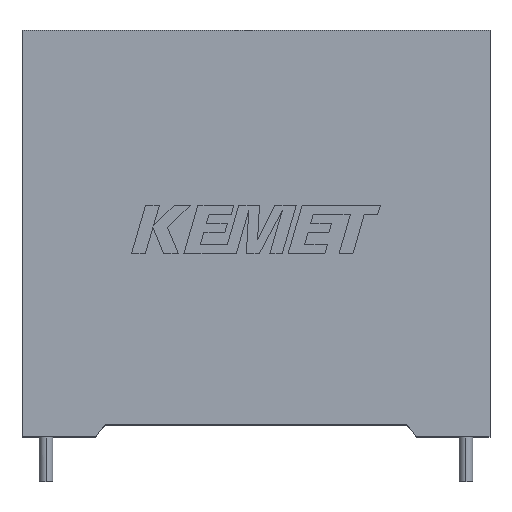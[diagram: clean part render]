
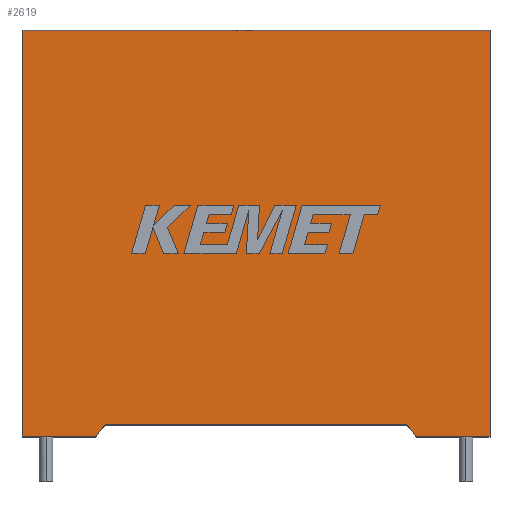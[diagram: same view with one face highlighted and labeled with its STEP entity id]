
A CAD part, top view. The second image highlights one B-rep face of the part: STEP entity #2619.
In plain terms, the highlighted planar face has unit normal (0, 0, 1).
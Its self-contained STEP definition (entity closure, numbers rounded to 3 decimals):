
#74 = DIRECTION ( 'NONE',  ( -1., 0., 0. ) ) ;
#143 = CARTESIAN_POINT ( 'NONE',  ( 0., 0., 27.3 ) ) ;
#197 = DIRECTION ( 'NONE',  ( 0., -1., 0. ) ) ;
#254 = DIRECTION ( 'NONE',  ( -1., 0., 0. ) ) ;
#256 = ORIENTED_EDGE ( 'NONE', *, *, #2377, .T. ) ;
#371 = DIRECTION ( 'NONE',  ( 1., 0., 0. ) ) ;
#479 = ORIENTED_EDGE ( 'NONE', *, *, #3153, .T. ) ;
#500 = DIRECTION ( 'NONE',  ( 1., 0., 0. ) ) ;
#569 = LINE ( 'NONE', #640, #2544 ) ;
#623 = PLANE ( 'NONE',  #1731 ) ;
#638 = LINE ( 'NONE', #2353, #1952 ) ;
#640 = CARTESIAN_POINT ( 'NONE',  ( 20.9, 1.067, 27.3 ) ) ;
#644 = EDGE_CURVE ( 'NONE', #2355, #896, #3440, .T. ) ;
#820 = VECTOR ( 'NONE', #500, 1000. ) ;
#827 = VECTOR ( 'NONE', #254, 1000. ) ;
#844 = VECTOR ( 'NONE', #3364, 1000. ) ;
#861 = VECTOR ( 'NONE', #197, 1000. ) ;
#896 = VERTEX_POINT ( 'NONE', #3259 ) ;
#1156 = FACE_OUTER_BOUND ( 'NONE', #2791, .T. ) ;
#1169 = VECTOR ( 'NONE', #1268, 1000. ) ;
#1201 = CARTESIAN_POINT ( 'NONE',  ( 6.55, 0., 27.3 ) ) ;
#1240 = ORIENTED_EDGE ( 'NONE', *, *, #1529, .F. ) ;
#1268 = DIRECTION ( 'NONE',  ( 0., 1., 0. ) ) ;
#1274 = EDGE_CURVE ( 'NONE', #2656, #1980, #3062, .T. ) ;
#1298 = CARTESIAN_POINT ( 'NONE',  ( 7.45, 1.067, 27.3 ) ) ;
#1336 = EDGE_CURVE ( 'NONE', #1980, #3171, #3015, .T. ) ;
#1401 = ORIENTED_EDGE ( 'NONE', *, *, #2077, .T. ) ;
#1402 = LINE ( 'NONE', #2277, #844 ) ;
#1518 = ORIENTED_EDGE ( 'NONE', *, *, #1274, .T. ) ;
#1529 = EDGE_CURVE ( 'NONE', #2467, #2223, #569, .T. ) ;
#1572 = ORIENTED_EDGE ( 'NONE', *, *, #1336, .T. ) ;
#1678 = CARTESIAN_POINT ( 'NONE',  ( 0., 36.3, 27.3 ) ) ;
#1731 = AXIS2_PLACEMENT_3D ( 'NONE', #3263, #2428, #74 ) ;
#1811 = CARTESIAN_POINT ( 'NONE',  ( 0., 0., 27.3 ) ) ;
#1890 = DIRECTION ( 'NONE',  ( 0.645, -0.764, 0. ) ) ;
#1952 = VECTOR ( 'NONE', #1890, 1000. ) ;
#1975 = ORIENTED_EDGE ( 'NONE', *, *, #644, .T. ) ;
#1980 = VERTEX_POINT ( 'NONE', #2058 ) ;
#2031 = CARTESIAN_POINT ( 'NONE',  ( 0., 36.3, 27.3 ) ) ;
#2058 = CARTESIAN_POINT ( 'NONE',  ( 41.8, 0., 27.3 ) ) ;
#2077 = EDGE_CURVE ( 'NONE', #2467, #2656, #638, .T. ) ;
#2107 = CARTESIAN_POINT ( 'NONE',  ( 0., 0., 27.3 ) ) ;
#2223 = VERTEX_POINT ( 'NONE', #1298 ) ;
#2250 = DIRECTION ( 'NONE',  ( -1., 0., 0. ) ) ;
#2277 = CARTESIAN_POINT ( 'NONE',  ( 7.45, 1.067, 27.3 ) ) ;
#2353 = CARTESIAN_POINT ( 'NONE',  ( 34.35, 1.067, 27.3 ) ) ;
#2355 = VERTEX_POINT ( 'NONE', #1678 ) ;
#2377 = EDGE_CURVE ( 'NONE', #896, #2438, #2405, .T. ) ;
#2405 = LINE ( 'NONE', #143, #2534 ) ;
#2428 = DIRECTION ( 'NONE',  ( 0., 0., -1. ) ) ;
#2438 = VERTEX_POINT ( 'NONE', #1201 ) ;
#2439 = EDGE_CURVE ( 'NONE', #2223, #2438, #1402, .T. ) ;
#2458 = CARTESIAN_POINT ( 'NONE',  ( 35.25, 0., 27.3 ) ) ;
#2467 = VERTEX_POINT ( 'NONE', #3082 ) ;
#2534 = VECTOR ( 'NONE', #371, 1000. ) ;
#2544 = VECTOR ( 'NONE', #2250, 1000. ) ;
#2601 = CARTESIAN_POINT ( 'NONE',  ( 41.8, 36.3, 27.3 ) ) ;
#2619 = ADVANCED_FACE ( 'NONE', ( #1156 ), #623, .F. ) ;
#2656 = VERTEX_POINT ( 'NONE', #2458 ) ;
#2760 = ORIENTED_EDGE ( 'NONE', *, *, #2439, .F. ) ;
#2773 = LINE ( 'NONE', #2031, #827 ) ;
#2791 = EDGE_LOOP ( 'NONE', ( #1240, #1401, #1518, #1572, #479, #1975, #256, #2760 ) ) ;
#3015 = LINE ( 'NONE', #3399, #1169 ) ;
#3062 = LINE ( 'NONE', #2107, #820 ) ;
#3082 = CARTESIAN_POINT ( 'NONE',  ( 34.35, 1.067, 27.3 ) ) ;
#3153 = EDGE_CURVE ( 'NONE', #3171, #2355, #2773, .T. ) ;
#3171 = VERTEX_POINT ( 'NONE', #2601 ) ;
#3259 = CARTESIAN_POINT ( 'NONE',  ( 0., 0., 27.3 ) ) ;
#3263 = CARTESIAN_POINT ( 'NONE',  ( 0., 0., 27.3 ) ) ;
#3364 = DIRECTION ( 'NONE',  ( -0.645, -0.764, 0. ) ) ;
#3399 = CARTESIAN_POINT ( 'NONE',  ( 41.8, 0., 27.3 ) ) ;
#3440 = LINE ( 'NONE', #1811, #861 ) ;
